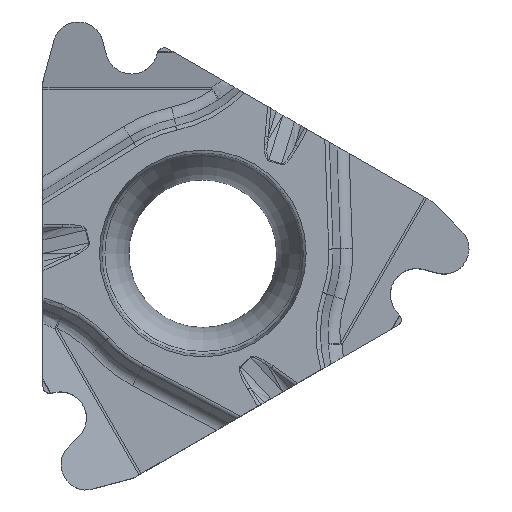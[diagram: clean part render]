
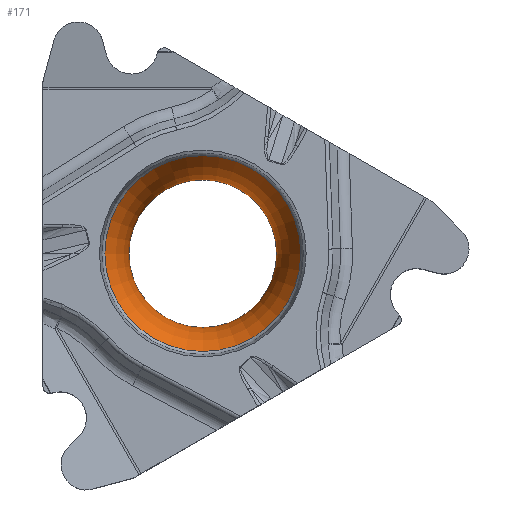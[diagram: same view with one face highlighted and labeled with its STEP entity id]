
A CAD part, top view. The second image highlights one B-rep face of the part: STEP entity #171.
In plain terms, the highlighted toroidal (fillet/blend) face has major radius 6.2 mm and minor radius 4 mm.
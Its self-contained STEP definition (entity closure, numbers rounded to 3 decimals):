
#60=TOROIDAL_SURFACE('',#2384,6.2,4.);
#86=FACE_BOUND('',#461,.T.);
#87=FACE_BOUND('',#462,.T.);
#171=ADVANCED_FACE('',(#86,#87),#60,.T.);
#461=EDGE_LOOP('',(#901));
#462=EDGE_LOOP('',(#902));
#560=CIRCLE('',#2321,2.2);
#579=CIRCLE('',#2382,2.921);
#901=ORIENTED_EDGE('',*,*,#1633,.T.);
#902=ORIENTED_EDGE('',*,*,#1730,.F.);
#1412=VERTEX_POINT('',#3607);
#1485=VERTEX_POINT('',#3859);
#1633=EDGE_CURVE('',#1412,#1412,#560,.T.);
#1730=EDGE_CURVE('',#1485,#1485,#579,.T.);
#2321=AXIS2_PLACEMENT_3D('',#3606,#2647,#2648);
#2382=AXIS2_PLACEMENT_3D('',#3858,#2822,#2823);
#2384=AXIS2_PLACEMENT_3D('',#3861,#2826,#2827);
#2647=DIRECTION('',(0.,0.,-1.));
#2648=DIRECTION('',(1.,0.,0.));
#2822=DIRECTION('',(0.,0.,-1.));
#2823=DIRECTION('',(1.,0.,0.));
#2826=DIRECTION('',(0.,0.,1.));
#2827=DIRECTION('',(1.,0.,0.));
#3606=CARTESIAN_POINT('',(0.,0.,-3.25));
#3607=CARTESIAN_POINT('',(2.2,0.,-3.25));
#3858=CARTESIAN_POINT('',(0.,0.,-0.959));
#3859=CARTESIAN_POINT('',(2.921,0.,-0.959));
#3861=CARTESIAN_POINT('',(0.,0.,-3.25));
